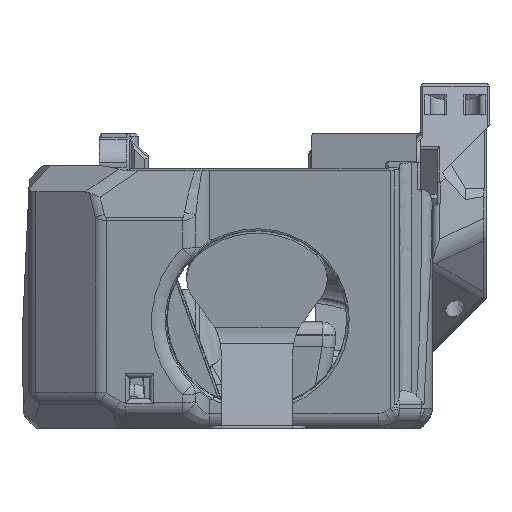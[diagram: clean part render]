
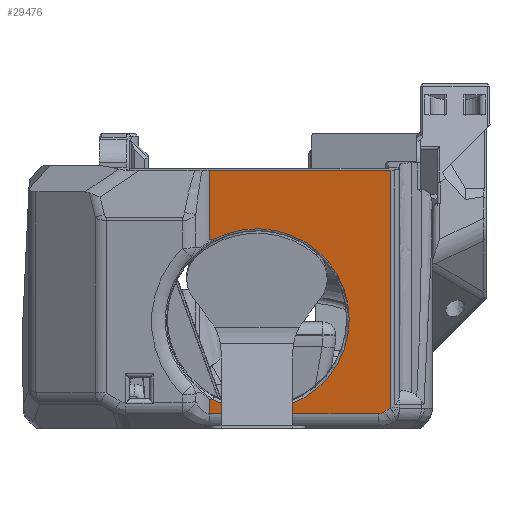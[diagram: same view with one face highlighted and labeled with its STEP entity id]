
A CAD part, left-side view. The second image highlights one B-rep face of the part: STEP entity #29476.
In plain terms, the highlighted planar face has unit normal (-0.985, 0, -0.174).
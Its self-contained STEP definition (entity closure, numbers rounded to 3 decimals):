
#323=CIRCLE('',#31084,14.4);
#2030=B_SPLINE_CURVE_WITH_KNOTS('',3,(#50093,#50094,#50095,#50096),
 .UNSPECIFIED.,.F.,.F.,(4,4),(0.,0.382),.UNSPECIFIED.);
#2043=B_SPLINE_CURVE_WITH_KNOTS('',3,(#50407,#50408,#50409,#50410),
 .UNSPECIFIED.,.F.,.F.,(4,4),(0.618,1.),.UNSPECIFIED.);
#2641=ELLIPSE('',#31695,3.203,2.);
#6653=ORIENTED_EDGE('',*,*,#13943,.F.);
#6654=ORIENTED_EDGE('',*,*,#12967,.T.);
#6655=ORIENTED_EDGE('',*,*,#14080,.T.);
#6656=ORIENTED_EDGE('',*,*,#14081,.F.);
#6657=ORIENTED_EDGE('',*,*,#14082,.T.);
#6658=ORIENTED_EDGE('',*,*,#14083,.T.);
#6659=ORIENTED_EDGE('',*,*,#14084,.F.);
#6660=ORIENTED_EDGE('',*,*,#14085,.T.);
#6661=ORIENTED_EDGE('',*,*,#13549,.F.);
#6662=ORIENTED_EDGE('',*,*,#13574,.F.);
#12967=EDGE_CURVE('',#17170,#17169,#323,.T.);
#13549=EDGE_CURVE('',#17556,#17557,#20130,.T.);
#13574=EDGE_CURVE('',#17574,#17556,#20148,.T.);
#13943=EDGE_CURVE('',#17170,#17574,#2030,.F.);
#14080=EDGE_CURVE('',#17169,#17935,#2043,.T.);
#14081=EDGE_CURVE('',#17936,#17935,#20463,.T.);
#14082=EDGE_CURVE('',#17936,#17937,#20464,.T.);
#14083=EDGE_CURVE('',#17937,#17938,#2641,.T.);
#14084=EDGE_CURVE('',#17939,#17938,#20465,.T.);
#14085=EDGE_CURVE('',#17939,#17557,#20466,.T.);
#17169=VERTEX_POINT('',#45945);
#17170=VERTEX_POINT('',#45947);
#17556=VERTEX_POINT('',#48427);
#17557=VERTEX_POINT('',#48429);
#17574=VERTEX_POINT('',#48488);
#17935=VERTEX_POINT('',#50411);
#17936=VERTEX_POINT('',#50413);
#17937=VERTEX_POINT('',#50415);
#17938=VERTEX_POINT('',#50417);
#17939=VERTEX_POINT('',#50419);
#20130=LINE('',#48428,#22597);
#20148=LINE('',#48489,#22615);
#20463=LINE('',#50412,#22930);
#20464=LINE('',#50414,#22931);
#20465=LINE('',#50418,#22932);
#20466=LINE('',#50420,#22933);
#22597=VECTOR('',#35768,1000.);
#22615=VECTOR('',#35806,1000.);
#22930=VECTOR('',#36611,1000.);
#22931=VECTOR('',#36612,1000.);
#22932=VECTOR('',#36615,1000.);
#22933=VECTOR('',#36616,1000.);
#25013=EDGE_LOOP('',(#6653,#6654,#6655,#6656,#6657,#6658,#6659,#6660,#6661,
#6662));
#26850=FACE_BOUND('',#25013,.T.);
#28293=PLANE('',#31694);
#29476=ADVANCED_FACE('',(#26850),#28293,.F.);
#31084=AXIS2_PLACEMENT_3D('',#45946,#34813,#34814);
#31694=AXIS2_PLACEMENT_3D('',#50406,#36609,#36610);
#31695=AXIS2_PLACEMENT_3D('',#50416,#36613,#36614);
#34813=DIRECTION('',(0.985,0.,0.174));
#34814=DIRECTION('',(0.174,0.,-0.985));
#35768=DIRECTION('',(0.,-1.,0.));
#35806=DIRECTION('',(-0.174,0.,0.985));
#36609=DIRECTION('',(0.985,0.,0.174));
#36610=DIRECTION('',(-0.174,0.,0.985));
#36611=DIRECTION('',(-0.174,0.,0.985));
#36612=DIRECTION('',(0.,-1.,0.));
#36613=DIRECTION('',(-0.985,0.,-0.174));
#36614=DIRECTION('',(-0.165,-0.304,0.938));
#36615=DIRECTION('',(0.097,0.829,-0.551));
#36616=DIRECTION('',(-0.174,0.,0.985));
#45945=CARTESIAN_POINT('',(-28.264,11.767,4.533));
#45946=CARTESIAN_POINT('',(-30.458,4.853,16.973));
#45947=CARTESIAN_POINT('',(-32.651,11.767,29.413));
#48427=CARTESIAN_POINT('',(-34.572,12.27,40.304));
#48428=CARTESIAN_POINT('',(-34.572,24.853,40.304));
#48429=CARTESIAN_POINT('',(-34.572,-16.002,40.304));
#48488=CARTESIAN_POINT('',(-32.66,12.27,29.463));
#48489=CARTESIAN_POINT('',(-31.185,12.27,21.099));
#50093=CARTESIAN_POINT('',(-32.66,12.27,29.463));
#50094=CARTESIAN_POINT('',(-32.657,12.102,29.442));
#50095=CARTESIAN_POINT('',(-32.654,11.935,29.425));
#50096=CARTESIAN_POINT('',(-32.651,11.767,29.413));
#50406=CARTESIAN_POINT('',(-31.185,24.853,21.099));
#50407=CARTESIAN_POINT('',(-28.264,11.767,4.533));
#50408=CARTESIAN_POINT('',(-28.262,11.935,4.52));
#50409=CARTESIAN_POINT('',(-28.259,12.102,4.503));
#50410=CARTESIAN_POINT('',(-28.255,12.27,4.482));
#50411=CARTESIAN_POINT('',(-28.255,12.27,4.482));
#50412=CARTESIAN_POINT('',(-31.185,12.27,21.099));
#50413=CARTESIAN_POINT('',(-27.864,12.27,2.262));
#50414=CARTESIAN_POINT('',(-27.864,-14.655,2.262));
#50415=CARTESIAN_POINT('',(-27.864,-14.07,2.262));
#50416=CARTESIAN_POINT('',(-28.404,-14.652,5.326));
#50417=CARTESIAN_POINT('',(-27.923,-15.07,2.597));
#50418=CARTESIAN_POINT('',(-27.821,-14.199,2.018));
#50419=CARTESIAN_POINT('',(-28.032,-16.002,3.216));
#50420=CARTESIAN_POINT('',(-7.663,-16.002,-112.301));
